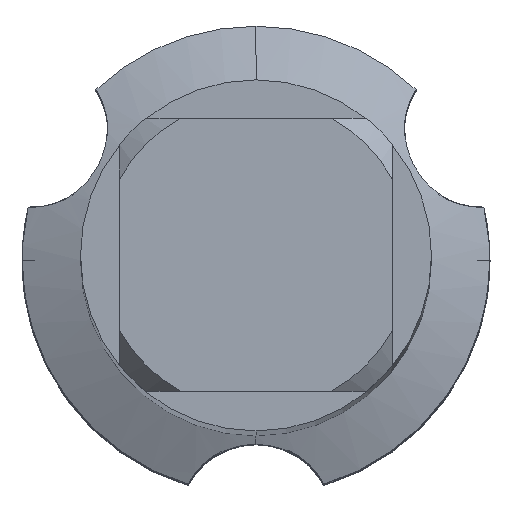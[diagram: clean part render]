
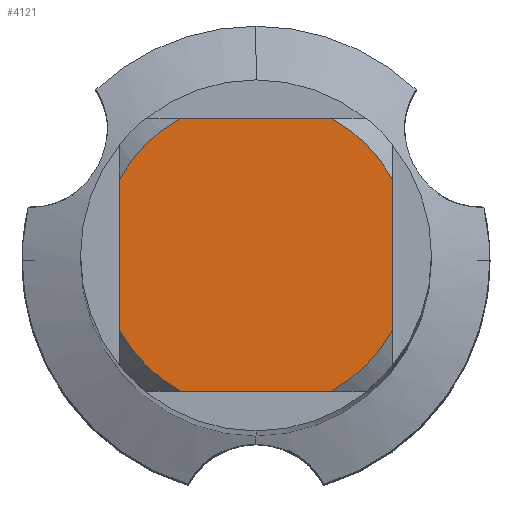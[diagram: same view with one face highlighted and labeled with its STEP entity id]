
A CAD part, top view. The second image highlights one B-rep face of the part: STEP entity #4121.
In plain terms, the highlighted planar face has unit normal (0, 0, 1).
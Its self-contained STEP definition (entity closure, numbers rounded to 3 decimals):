
#2353=VERTEX_POINT('',#6420);
#2575=VERTEX_POINT('',#6657);
#2829=VERTEX_POINT('',#6935);
#3397=EDGE_CURVE('',#5067,#2353,#7556,.T.);
#3621=EDGE_CURVE('',#3685,#2353,#7800,.T.);
#3685=VERTEX_POINT('',#7867);
#3973=EDGE_CURVE('',#6013,#5847,#8184,.T.);
#4121=ADVANCED_FACE('',(#8346),#8347,.T.);
#4207=EDGE_CURVE('',#3685,#4519,#8440,.T.);
#4229=EDGE_CURVE('',#2575,#2829,#8465,.T.);
#4331=EDGE_CURVE('',#2575,#4519,#8575,.T.);
#4519=VERTEX_POINT('',#8781);
#4869=EDGE_CURVE('',#6013,#2829,#9165,.T.);
#5067=VERTEX_POINT('',#9386);
#5383=EDGE_CURVE('',#5067,#5847,#9724,.T.);
#5847=VERTEX_POINT('',#10230);
#6013=VERTEX_POINT('',#10411);
#6420=CARTESIAN_POINT('',(-1.936,3.5,0.0));
#6657=CARTESIAN_POINT('',(3.5,-1.936,0.0));
#6935=CARTESIAN_POINT('',(1.936,-3.5,0.0));
#7556=CIRCLE('',#13127,4.0);
#7800=LINE('',#13556,#13557);
#7867=CARTESIAN_POINT('',(1.936,3.5,0.0));
#8184=CIRCLE('',#14219,4.0);
#8346=FACE_OUTER_BOUND('',#14478,.T.);
#8347=PLANE('',#14479);
#8440=CIRCLE('',#14657,4.0);
#8465=CIRCLE('',#14696,4.0);
#8575=LINE('',#14935,#14936);
#8781=CARTESIAN_POINT('',(3.5,1.936,0.0));
#9165=LINE('',#15909,#15910);
#9386=CARTESIAN_POINT('',(-3.5,1.936,0.0));
#9724=LINE('',#16928,#16929);
#10230=CARTESIAN_POINT('',(-3.5,-1.936,0.0));
#10411=CARTESIAN_POINT('',(-1.936,-3.5,0.0));
#13127=AXIS2_PLACEMENT_3D('',#20007,#20008,#20009);
#13556=CARTESIAN_POINT('',(0.0,3.5,0.0));
#13557=VECTOR('',#20262,1.0);
#14219=AXIS2_PLACEMENT_3D('',#20674,#20675,#20676);
#14478=EDGE_LOOP('',(#20992,#20993,#20994,#20995,#20996,#20997,#20998,#20999));
#14479=AXIS2_PLACEMENT_3D('',#21000,#21001,#21002);
#14657=AXIS2_PLACEMENT_3D('',#21090,#21091,#21092);
#14696=AXIS2_PLACEMENT_3D('',#21122,#21123,#21124);
#14935=CARTESIAN_POINT('',(3.5,1.0,0.0));
#14936=VECTOR('',#21220,1.0);
#15909=CARTESIAN_POINT('',(0.0,-3.5,0.0));
#15910=VECTOR('',#21873,1.0);
#16928=CARTESIAN_POINT('',(-3.5,1.0,0.0));
#16929=VECTOR('',#22443,1.0);
#20007=CARTESIAN_POINT('',(0.0,0.0,0.0));
#20008=DIRECTION('',(0.0,0.0,-1.0));
#20009=DIRECTION('',(0.0,1.0,0.0));
#20262=DIRECTION('',(-1.0,0.0,0.0));
#20674=CARTESIAN_POINT('',(0.0,0.0,0.0));
#20675=DIRECTION('',(0.0,0.0,-1.0));
#20676=DIRECTION('',(0.0,1.0,0.0));
#20992=ORIENTED_EDGE('',*,*,#5383,.T.);
#20993=ORIENTED_EDGE('',*,*,#3973,.F.);
#20994=ORIENTED_EDGE('',*,*,#4869,.T.);
#20995=ORIENTED_EDGE('',*,*,#4229,.F.);
#20996=ORIENTED_EDGE('',*,*,#4331,.T.);
#20997=ORIENTED_EDGE('',*,*,#4207,.F.);
#20998=ORIENTED_EDGE('',*,*,#3621,.T.);
#20999=ORIENTED_EDGE('',*,*,#3397,.F.);
#21000=CARTESIAN_POINT('',(0.0,2.0,0.0));
#21001=DIRECTION('',(-0.0,0.0,1.0));
#21002=DIRECTION('',(0.0,-1.0,0.0));
#21090=CARTESIAN_POINT('',(0.0,0.0,0.0));
#21091=DIRECTION('',(0.0,0.0,-1.0));
#21092=DIRECTION('',(0.0,1.0,0.0));
#21122=CARTESIAN_POINT('',(0.0,0.0,0.0));
#21123=DIRECTION('',(0.0,0.0,-1.0));
#21124=DIRECTION('',(0.0,1.0,0.0));
#21220=DIRECTION('',(-0.0,1.0,0.0));
#21873=DIRECTION('',(1.0,0.0,0.0));
#22443=DIRECTION('',(-0.0,-1.0,0.0));
